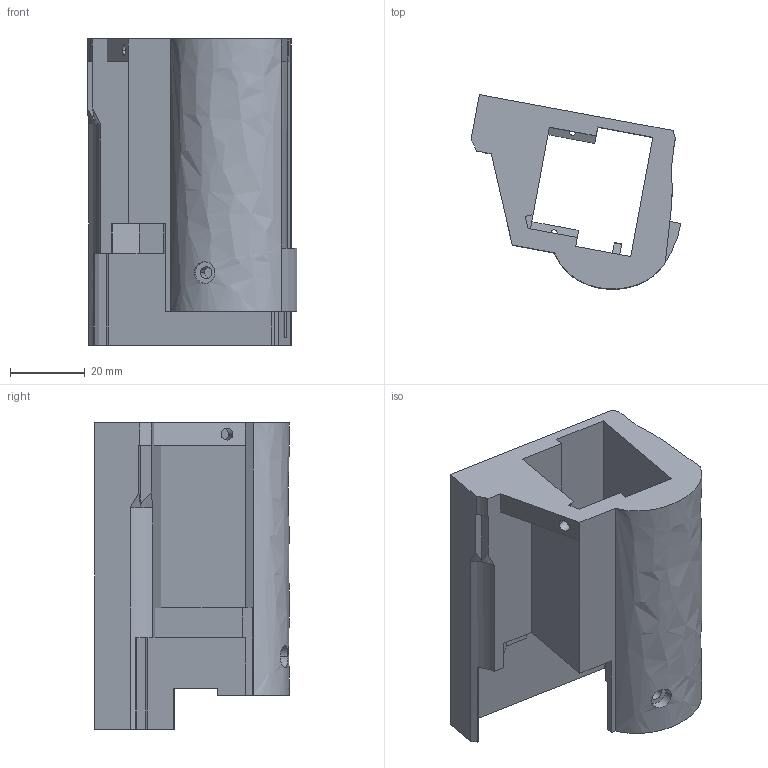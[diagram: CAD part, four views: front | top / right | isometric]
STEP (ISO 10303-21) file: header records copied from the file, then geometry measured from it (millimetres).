
FILE_DESCRIPTION (( 'STEP AP203' ), '1' );
FILE_NAME ('eye-middle-left.STEP', '2019-10-13T11:41:37', ( '' ), ( '' ), 'SwSTEP 2.0', 'SolidWorks 2013', '' );
FILE_SCHEMA (( 'CONFIG_CONTROL_DESIGN' ));
Length unit declared in the file: millimetre
Products named in the file (1): eye-middle-left
Bounding box: 56.22 x 52.05 x 82 mm (x, y, z)
Volume: 65263.5 mm3; surface area: 25619.4 mm2
Topology: 1 solids, 1 shells, 98 faces, 282 edges, 183 vertices
Faces by surface type: plane 77, cylinder 16, bspline 4, cone 1
Entity records: 3375 total; most frequent: CARTESIAN_POINT 734, ORIENTED_EDGE 564, DIRECTION 485, EDGE_CURVE 282, VECTOR 231, LINE 231, VERTEX_POINT 183, AXIS2_PLACEMENT_3D 127
